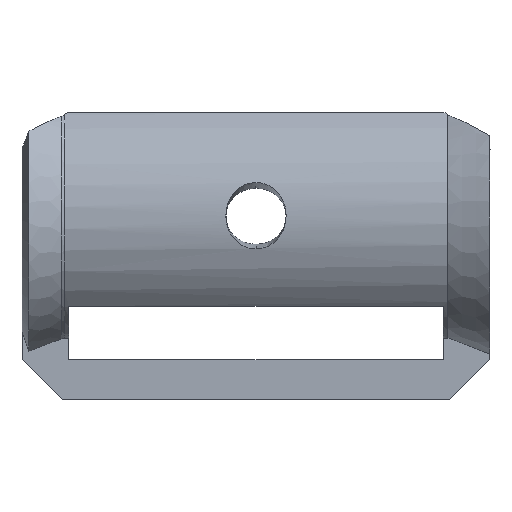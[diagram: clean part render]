
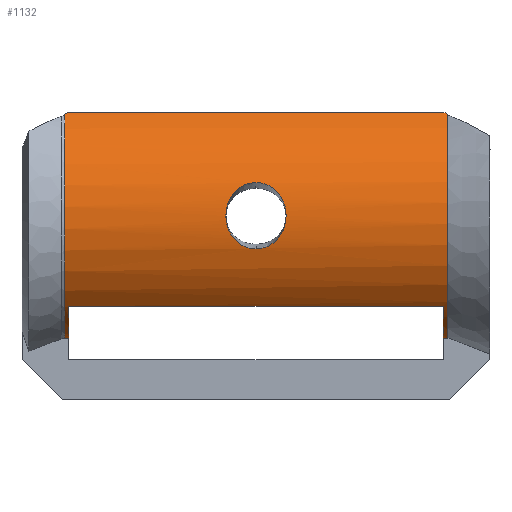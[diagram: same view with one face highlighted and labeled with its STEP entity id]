
A CAD part, front view. The second image highlights one B-rep face of the part: STEP entity #1132.
In plain terms, the highlighted cylindrical face has radius 9.5 mm (diameter 19 mm), a partial arc.
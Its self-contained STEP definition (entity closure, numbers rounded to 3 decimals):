
#98=CARTESIAN_POINT('',(14.052,-3.323,21.5));
#99=CARTESIAN_POINT('',(14.081,-3.35,21.483));
#100=CARTESIAN_POINT('',(14.139,-3.401,21.45));
#101=CARTESIAN_POINT('',(14.225,-3.477,21.401));
#102=CARTESIAN_POINT('',(14.282,-3.525,21.366));
#103=CARTESIAN_POINT('',(14.31,-3.55,21.349));
#263=CARTESIAN_POINT('',(14.,1.8,13.5));
#264=DIRECTION('',(1.,0.,0.));
#265=DIRECTION('',(0.,-0.436,-0.9));
#266=AXIS2_PLACEMENT_3D('',#263,#264,#265);
#281=CARTESIAN_POINT('',(-14.,1.8,13.5));
#282=DIRECTION('',(1.,0.,0.));
#283=DIRECTION('',(0.,-0.436,-0.9));
#284=AXIS2_PLACEMENT_3D('',#281,#282,#283);
#286=DIRECTION('',(-1.,0.,0.));
#287=VECTOR('',#286,0.31);
#288=CARTESIAN_POINT('',(-14.,-1.5,4.592));
#289=LINE('',#288,#287);
#290=CARTESIAN_POINT('',(-14.31,1.8,13.5));
#291=DIRECTION('',(-1.,0.,0.));
#292=DIRECTION('',(0.,-0.436,-0.9));
#293=AXIS2_PLACEMENT_3D('',#290,#291,#292);
#295=DIRECTION('',(-1.,0.,0.));
#296=VECTOR('',#295,28.062);
#297=CARTESIAN_POINT('',(14.052,-3.323,21.5));
#298=LINE('',#297,#296);
#299=CARTESIAN_POINT('',(14.31,1.8,13.5));
#300=DIRECTION('',(1.,0.,0.));
#301=DIRECTION('',(0.,-0.563,0.826));
#302=AXIS2_PLACEMENT_3D('',#299,#300,#301);
#304=DIRECTION('',(-1.,0.,0.));
#305=VECTOR('',#304,0.31);
#306=CARTESIAN_POINT('',(14.31,-1.5,4.592));
#307=LINE('',#306,#305);
#308=DIRECTION('',(1.,0.,0.));
#309=VECTOR('',#308,28.);
#310=CARTESIAN_POINT('',(-14.,-5.123,6.995));
#311=LINE('',#310,#309);
#312=CARTESIAN_POINT('',(-0.001,-7.298,
16.234));
#313=CARTESIAN_POINT('',(0.323,-7.298,16.234));
#314=CARTESIAN_POINT('',(0.77,-7.327,16.141));
#315=CARTESIAN_POINT('',(1.224,-7.402,15.866));
#316=CARTESIAN_POINT('',(1.434,-7.445,15.686));
#317=CARTESIAN_POINT('',(1.535,-7.469,15.585));
#318=CARTESIAN_POINT('',(1.592,-7.482,15.524));
#319=CARTESIAN_POINT('',(1.844,-7.543,15.24));
#320=CARTESIAN_POINT('',(2.068,-7.611,14.85));
#321=CARTESIAN_POINT('',(2.225,-7.674,14.256));
#322=CARTESIAN_POINT('',(2.275,-7.709,13.605));
#323=CARTESIAN_POINT('',(2.173,-7.693,12.967));
#324=CARTESIAN_POINT('',(1.948,-7.648,12.489));
#325=CARTESIAN_POINT('',(1.802,-7.62,12.265));
#326=CARTESIAN_POINT('',(1.721,-7.605,12.157));
#327=CARTESIAN_POINT('',(1.684,-7.598,12.112));
#328=CARTESIAN_POINT('',(1.672,-7.596,12.097));
#330=CARTESIAN_POINT('',(0.,-7.438,11.283));
#331=CARTESIAN_POINT('',(-0.322,-7.438,
11.283));
#332=CARTESIAN_POINT('',(-0.768,-7.461,
11.377));
#333=CARTESIAN_POINT('',(-1.222,-7.52,11.656));
#334=CARTESIAN_POINT('',(-1.433,-7.554,11.839));
#335=CARTESIAN_POINT('',(-1.534,-7.571,11.941));
#336=CARTESIAN_POINT('',(-1.591,-7.581,12.003));
#337=CARTESIAN_POINT('',(-2.069,-7.667,12.545));
#338=CARTESIAN_POINT('',(-2.346,-7.739,13.429));
#339=CARTESIAN_POINT('',(-2.174,-7.648,14.569));
#340=CARTESIAN_POINT('',(-1.949,-7.576,15.041));
#341=CARTESIAN_POINT('',(-1.803,-7.535,15.264));
#342=CARTESIAN_POINT('',(-1.722,-7.514,15.371));
#343=CARTESIAN_POINT('',(-1.673,-7.502,15.431));
#344=CARTESIAN_POINT('',(-1.446,-7.446,15.698));
#345=CARTESIAN_POINT('',(-0.909,-7.335,
16.12));
#346=CARTESIAN_POINT('',(-0.325,-7.298,
16.234));
#347=CARTESIAN_POINT('',(-0.001,-7.298,
16.234));
#349=CARTESIAN_POINT('',(1.672,-7.596,12.097));
#350=CARTESIAN_POINT('',(1.66,-7.594,12.082));
#351=CARTESIAN_POINT('',(1.445,-7.555,11.827));
#352=CARTESIAN_POINT('',(0.91,-7.468,11.401));
#353=CARTESIAN_POINT('',(0.322,-7.438,11.284));
#354=CARTESIAN_POINT('',(0.,-7.438,11.283));
#356=CARTESIAN_POINT('',(-14.,1.8,13.5));
#357=DIRECTION('',(1.,0.,0.));
#358=DIRECTION('',(0.,-0.729,-0.685));
#359=AXIS2_PLACEMENT_3D('',#356,#357,#358);
#583=CARTESIAN_POINT('',(-14.31,-3.576,21.327));
#584=CARTESIAN_POINT('',(-14.279,-3.55,21.345));
#585=CARTESIAN_POINT('',(-14.215,-3.501,21.386));
#586=CARTESIAN_POINT('',(-14.116,-3.415,21.44));
#587=CARTESIAN_POINT('',(-14.046,-3.355,21.48));
#588=CARTESIAN_POINT('',(-14.01,-3.323,21.5));
#595=CARTESIAN_POINT('',(-14.31,-3.576,21.327));
#628=CARTESIAN_POINT('',(-14.31,1.8,13.5));
#629=DIRECTION('',(1.,0.,0.));
#630=DIRECTION('',(0.,-0.436,-0.9));
#631=AXIS2_PLACEMENT_3D('',#628,#629,#630);
#702=CARTESIAN_POINT('',(14.,1.8,13.5));
#703=DIRECTION('',(-1.,0.,0.));
#704=DIRECTION('',(0.,-0.436,-0.9));
#705=AXIS2_PLACEMENT_3D('',#702,#703,#704);
#728=CARTESIAN_POINT('',(14.,-5.123,6.995));
#730=VERTEX_POINT('',#728);
#753=CARTESIAN_POINT('',(-14.01,-3.323,21.5));
#755=VERTEX_POINT('',#753);
#764=CARTESIAN_POINT('',(14.,-2.345,4.952));
#765=VERTEX_POINT('',#764);
#772=CARTESIAN_POINT('',(14.052,-3.323,21.5));
#773=VERTEX_POINT('',#772);
#774=CARTESIAN_POINT('',(-0.001,-7.298,
16.234));
#775=VERTEX_POINT('',#774);
#780=CARTESIAN_POINT('',(-14.,-5.123,6.995));
#781=VERTEX_POINT('',#780);
#782=VERTEX_POINT('',#103);
#785=CARTESIAN_POINT('',(-14.,-2.345,4.952));
#786=VERTEX_POINT('',#785);
#788=VERTEX_POINT('',#595);
#793=VERTEX_POINT('',#330);
#794=CARTESIAN_POINT('',(1.672,-7.596,12.097));
#796=VERTEX_POINT('',#794);
#805=CARTESIAN_POINT('',(14.31,-1.5,4.592));
#806=CARTESIAN_POINT('',(14.,-1.5,4.592));
#807=VERTEX_POINT('',#805);
#808=VERTEX_POINT('',#806);
#809=CARTESIAN_POINT('',(-14.31,-2.345,4.952));
#810=VERTEX_POINT('',#809);
#811=CARTESIAN_POINT('',(-14.,-1.5,4.592));
#812=CARTESIAN_POINT('',(-14.31,-1.5,4.592));
#813=VERTEX_POINT('',#811);
#814=VERTEX_POINT('',#812);
#1094=CARTESIAN_POINT('',(48.046,1.8,13.5));
#1095=DIRECTION('',(-1.,0.,0.));
#1096=DIRECTION('',(0.,-0.9,0.436));
#1097=AXIS2_PLACEMENT_3D('',#1094,#1095,#1096);
#1098=CYLINDRICAL_SURFACE('',#1097,9.5);
#1100=ORIENTED_EDGE('',*,*,#1099,.T.);
#1102=ORIENTED_EDGE('',*,*,#1101,.T.);
#1104=ORIENTED_EDGE('',*,*,#1103,.T.);
#1106=ORIENTED_EDGE('',*,*,#1105,.F.);
#1108=ORIENTED_EDGE('',*,*,#1107,.T.);
#1110=ORIENTED_EDGE('',*,*,#1109,.T.);
#1111=ORIENTED_EDGE('',*,*,#1024,.F.);
#1112=ORIENTED_EDGE('',*,*,#1011,.T.);
#1114=ORIENTED_EDGE('',*,*,#1113,.T.);
#1116=ORIENTED_EDGE('',*,*,#1115,.T.);
#1117=ORIENTED_EDGE('',*,*,#1082,.F.);
#1119=ORIENTED_EDGE('',*,*,#1118,.T.);
#1121=ORIENTED_EDGE('',*,*,#1120,.F.);
#1122=EDGE_LOOP('',(#1100,#1102,#1104,#1106,#1108,#1110,#1111,#1112,#1114,#1116,
#1117,#1119,#1121));
#1123=FACE_OUTER_BOUND('',#1122,.F.);
#1125=ORIENTED_EDGE('',*,*,#1124,.F.);
#1127=ORIENTED_EDGE('',*,*,#1126,.F.);
#1129=ORIENTED_EDGE('',*,*,#1128,.F.);
#1130=EDGE_LOOP('',(#1125,#1127,#1129));
#1131=FACE_BOUND('',#1130,.F.);
#1132=ADVANCED_FACE('',(#1123,#1131),#1098,.T.);
#104=B_SPLINE_CURVE_WITH_KNOTS('',3,(#98,#99,#100,#101,#102,#103),.UNSPECIFIED.,
.F.,.F.,(4,1,1,4),(0.,0.333,0.667,1.),
.UNSPECIFIED.);
#267=CIRCLE('',#266,9.5);
#285=CIRCLE('',#284,9.5);
#294=CIRCLE('',#293,9.5);
#303=CIRCLE('',#302,9.5);
#329=B_SPLINE_CURVE_WITH_KNOTS('',3,(#312,#313,#314,#315,#316,#317,#318,#319,
#320,#321,#322,#323,#324,#325,#326,#327,#328),.UNSPECIFIED.,.F.,.F.,(4,1,1,1,1,
1,1,1,1,1,1,1,1,1,4),(0.,0.168,0.253,
0.295,0.316,0.326,0.337,
0.505,0.589,0.674,0.842,
0.926,0.968,0.989,1.),.UNSPECIFIED.);
#348=B_SPLINE_CURVE_WITH_KNOTS('',3,(#330,#331,#332,#333,#334,#335,#336,#337,
#338,#339,#340,#341,#342,#343,#344,#345,#346,#347),.UNSPECIFIED.,.F.,.F.,(4,1,1,
1,1,1,1,1,1,1,1,1,1,1,1,4),(0.,0.125,0.188,0.219,0.234,
0.242,0.25,0.5,0.625,0.688,0.719,0.734,0.742,
0.75,0.875,1.),.UNSPECIFIED.);
#355=B_SPLINE_CURVE_WITH_KNOTS('',3,(#349,#350,#351,#352,#353,#354),
.UNSPECIFIED.,.F.,.F.,(4,1,1,4),(0.,0.03,0.515,1.),
.UNSPECIFIED.);
#360=CIRCLE('',#359,9.5);
#589=B_SPLINE_CURVE_WITH_KNOTS('',3,(#583,#584,#585,#586,#587,#588),
.UNSPECIFIED.,.F.,.F.,(4,1,1,4),(0.,0.333,0.667,1.),
.UNSPECIFIED.);
#632=CIRCLE('',#631,9.5);
#706=CIRCLE('',#705,9.5);
#1011=EDGE_CURVE('',#773,#782,#104,.T.);
#1024=EDGE_CURVE('',#773,#755,#298,.T.);
#1082=EDGE_CURVE('',#765,#808,#267,.T.);
#1099=EDGE_CURVE('',#781,#786,#360,.T.);
#1101=EDGE_CURVE('',#786,#813,#285,.T.);
#1103=EDGE_CURVE('',#813,#814,#289,.T.);
#1105=EDGE_CURVE('',#810,#814,#632,.T.);
#1107=EDGE_CURVE('',#810,#788,#294,.T.);
#1109=EDGE_CURVE('',#788,#755,#589,.T.);
#1113=EDGE_CURVE('',#782,#807,#303,.T.);
#1115=EDGE_CURVE('',#807,#808,#307,.T.);
#1118=EDGE_CURVE('',#765,#730,#706,.T.);
#1120=EDGE_CURVE('',#781,#730,#311,.T.);
#1124=EDGE_CURVE('',#775,#796,#329,.T.);
#1126=EDGE_CURVE('',#793,#775,#348,.T.);
#1128=EDGE_CURVE('',#796,#793,#355,.T.);
